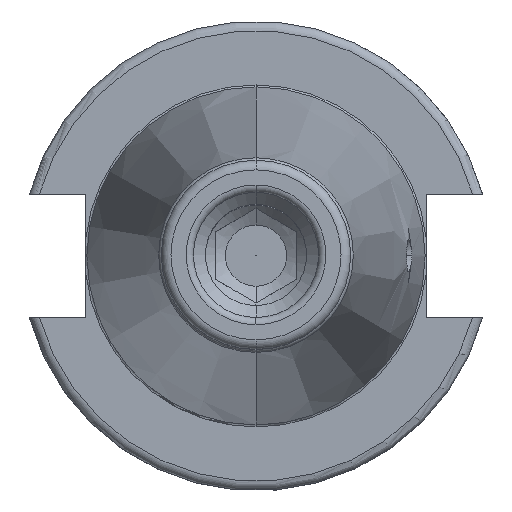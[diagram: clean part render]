
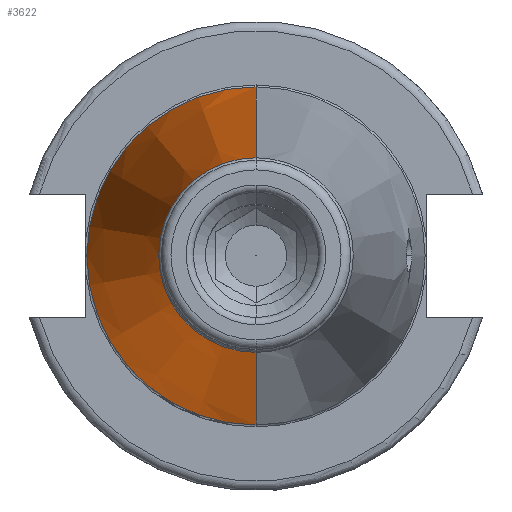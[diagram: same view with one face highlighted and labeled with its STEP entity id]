
A CAD part, top view. The second image highlights one B-rep face of the part: STEP entity #3622.
In plain terms, the highlighted conical face has half-angle 8.297 degrees and reference radius 27.65 mm.
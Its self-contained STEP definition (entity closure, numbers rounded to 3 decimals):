
#1258=DIRECTION('',(0,-0.144,0.99));
#1259=VECTOR('',#1258,103.254);
#1260=CARTESIAN_POINT('',(0,35.1,14));
#1261=LINE('',#1260,#1259);
#1262=DIRECTION('',(0,0.144,0.99));
#1263=VECTOR('',#1262,103.254);
#1264=CARTESIAN_POINT('',(0,-35.1,14));
#1265=LINE('',#1264,#1263);
#1266=CARTESIAN_POINT('',(0,0,14));
#1267=DIRECTION('',(0,0,1));
#1268=DIRECTION('',(0,1,0));
#1269=AXIS2_PLACEMENT_3D('',#1266,#1267,#1268);
#1335=CARTESIAN_POINT('',(0,0,116.173));
#1336=DIRECTION('',(0,0,1));
#1337=DIRECTION('',(0,1,0));
#1338=AXIS2_PLACEMENT_3D('',#1335,#1336,#1337);
#1857=CARTESIAN_POINT('',(0,35.1,14));
#1858=VERTEX_POINT('',#1857);
#1859=CARTESIAN_POINT('',(0,20.2,116.173));
#1860=VERTEX_POINT('',#1859);
#1899=CARTESIAN_POINT('',(0,-35.1,14));
#1900=VERTEX_POINT('',#1899);
#1901=CARTESIAN_POINT('',(0,-20.2,116.173));
#1902=VERTEX_POINT('',#1901);
#3608=CARTESIAN_POINT('',(0,0,65.087));
#3609=DIRECTION('',(0,0,-1));
#3610=DIRECTION('',(0,-1,0));
#3611=AXIS2_PLACEMENT_3D('',#3608,#3609,#3610);
#3612=CONICAL_SURFACE('',#3611,27.65,8.297);
#3614=ORIENTED_EDGE('',*,*,#3613,.T.);
#3616=ORIENTED_EDGE('',*,*,#3615,.T.);
#3618=ORIENTED_EDGE('',*,*,#3617,.F.);
#3619=ORIENTED_EDGE('',*,*,#3601,.F.);
#3620=EDGE_LOOP('',(#3614,#3616,#3618,#3619));
#3621=FACE_OUTER_BOUND('',#3620,.F.);
#3622=ADVANCED_FACE('',(#3621),#3612,.T.);
#1270=CIRCLE('',#1269,35.1);
#1339=CIRCLE('',#1338,20.2);
#3601=EDGE_CURVE('',#1858,#1900,#1270,.T.);
#3613=EDGE_CURVE('',#1858,#1860,#1261,.T.);
#3615=EDGE_CURVE('',#1860,#1902,#1339,.T.);
#3617=EDGE_CURVE('',#1900,#1902,#1265,.T.);
